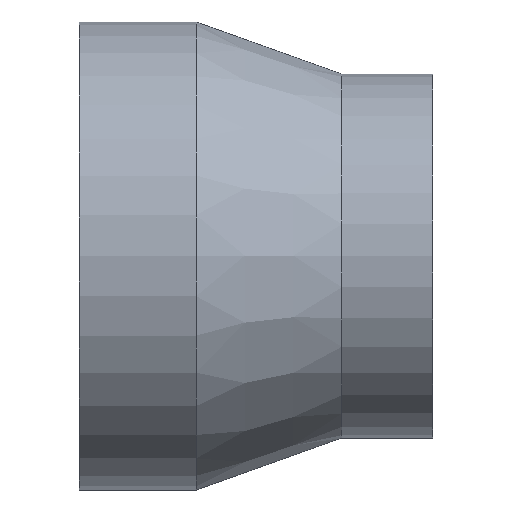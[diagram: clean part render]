
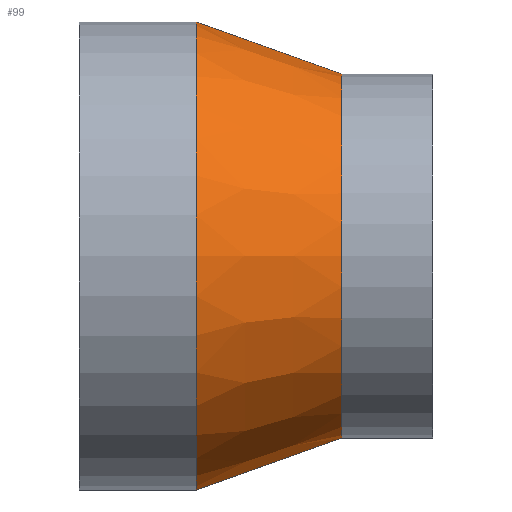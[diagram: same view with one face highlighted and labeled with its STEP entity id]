
A CAD part, top view. The second image highlights one B-rep face of the part: STEP entity #99.
In plain terms, the highlighted conical face has half-angle 19.654 degrees and reference radius 80 mm.
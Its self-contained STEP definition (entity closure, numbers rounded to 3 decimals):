
#87 = EDGE_CURVE( '', #125, #141, #222, .T. );
#99 = ADVANCED_FACE( '', ( #237 ), #238, .T. );
#125 = VERTEX_POINT( '', #269 );
#135 = VERTEX_POINT( '', #280 );
#141 = VERTEX_POINT( '', #287 );
#175 = EDGE_CURVE( '', #135, #183, #325, .T. );
#183 = VERTEX_POINT( '', #333 );
#187 = EDGE_CURVE( '', #135, #125, #337, .T. );
#193 = EDGE_CURVE( '', #141, #183, #343, .T. );
#222 = CIRCLE( '', #363, 70. );
#237 = FACE_OUTER_BOUND( '', #380, .T. );
#238 = CONICAL_SURFACE( '', #381, 80., 0.343 );
#269 = CARTESIAN_POINT( '', ( 101., -70., 0. ) );
#280 = CARTESIAN_POINT( '', ( 45., -90., 0. ) );
#287 = CARTESIAN_POINT( '', ( 101., 70., 0. ) );
#325 = CIRCLE( '', #495, 90. );
#333 = CARTESIAN_POINT( '', ( 45., 90., 0. ) );
#337 = LINE( '', #509, #510 );
#343 = LINE( '', #517, #518 );
#363 = AXIS2_PLACEMENT_3D( '', #538, #539, #540 );
#380 = EDGE_LOOP( '', ( #572, #573, #574, #575 ) );
#381 = AXIS2_PLACEMENT_3D( '', #576, #577, #578 );
#495 = AXIS2_PLACEMENT_3D( '', #688, #689, #690 );
#509 = CARTESIAN_POINT( '', ( 73., -80., 0. ) );
#510 = VECTOR( '', #694, 1. );
#517 = CARTESIAN_POINT( '', ( 73., 80., 0. ) );
#518 = VECTOR( '', #695, 1. );
#538 = CARTESIAN_POINT( '', ( 101., 0., 0. ) );
#539 = DIRECTION( '', ( -1., 0., 0. ) );
#540 = DIRECTION( '', ( 0., 1., 0. ) );
#572 = ORIENTED_EDGE( '', *, *, #193, .T. );
#573 = ORIENTED_EDGE( '', *, *, #175, .F. );
#574 = ORIENTED_EDGE( '', *, *, #187, .T. );
#575 = ORIENTED_EDGE( '', *, *, #87, .T. );
#576 = CARTESIAN_POINT( '', ( 73., 0., 0. ) );
#577 = DIRECTION( '', ( -1., 0., 0. ) );
#578 = DIRECTION( '', ( 0., 1., 0. ) );
#688 = CARTESIAN_POINT( '', ( 45., 0., 0. ) );
#689 = DIRECTION( '', ( -1., 0., 0. ) );
#690 = DIRECTION( '', ( 0., 1., 0. ) );
#694 = DIRECTION( '', ( 0.942, 0.336, 0. ) );
#695 = DIRECTION( '', ( -0.942, 0.336, 0. ) );
